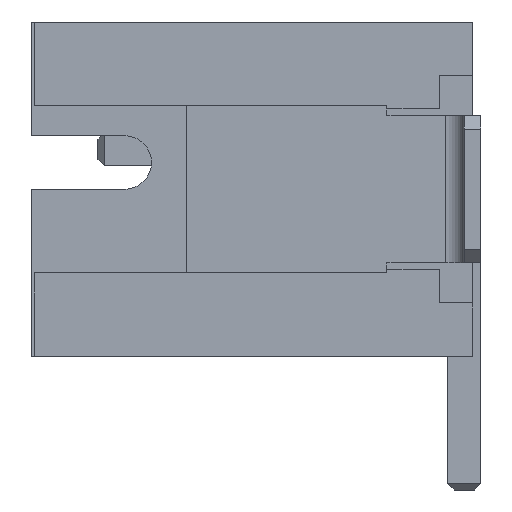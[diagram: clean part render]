
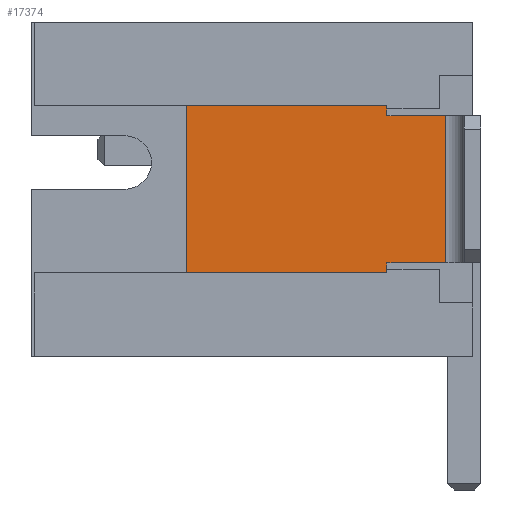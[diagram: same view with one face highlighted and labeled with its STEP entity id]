
A CAD part, left-side view. The second image highlights one B-rep face of the part: STEP entity #17374.
In plain terms, the highlighted planar face has unit normal (-1, 0, 0).
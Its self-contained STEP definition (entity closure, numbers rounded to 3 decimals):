
#28 = CARTESIAN_POINT ( 'NONE',  ( 0.275, 1.405, -1.1 ) ) ;
#354 = ORIENTED_EDGE ( 'NONE', *, *, #23087, .T. ) ;
#554 = VECTOR ( 'NONE', #20540, 1000. ) ;
#627 = ORIENTED_EDGE ( 'NONE', *, *, #11673, .F. ) ;
#1041 = EDGE_CURVE ( 'NONE', #13646, #16046, #2571, .T. ) ;
#1218 = ORIENTED_EDGE ( 'NONE', *, *, #17979, .T. ) ;
#1449 = DIRECTION ( 'NONE',  ( 0., 0., -1. ) ) ;
#1606 = DIRECTION ( 'NONE',  ( 0., 0., -1. ) ) ;
#1653 = AXIS2_PLACEMENT_3D ( 'NONE', #12977, #22520, #1606 ) ;
#1877 = DIRECTION ( 'NONE',  ( 0., -1., 0. ) ) ;
#2571 = LINE ( 'NONE', #10250, #554 ) ;
#2747 = DIRECTION ( 'NONE',  ( 0., 0., -1. ) ) ;
#2789 = CARTESIAN_POINT ( 'NONE',  ( 0.275, 1.405, -1.25 ) ) ;
#3040 = VECTOR ( 'NONE', #1449, 1000. ) ;
#4287 = CARTESIAN_POINT ( 'NONE',  ( 0.275, 0.525, -1.1 ) ) ;
#4381 = CARTESIAN_POINT ( 'NONE',  ( 0.275, 4.405, -1.25 ) ) ;
#4502 = VECTOR ( 'NONE', #6222, 1000. ) ;
#4650 = CARTESIAN_POINT ( 'NONE',  ( 0.275, 1.405, 1.25 ) ) ;
#4839 = DIRECTION ( 'NONE',  ( 0., 0., 1. ) ) ;
#5175 = ORIENTED_EDGE ( 'NONE', *, *, #14467, .T. ) ;
#5718 = LINE ( 'NONE', #20909, #3040 ) ;
#6028 = VERTEX_POINT ( 'NONE', #19517 ) ;
#6172 = DIRECTION ( 'NONE',  ( 0., 1., 0. ) ) ;
#6204 = CARTESIAN_POINT ( 'NONE',  ( 0.275, 4.405, 1.25 ) ) ;
#6222 = DIRECTION ( 'NONE',  ( 0., 0., 1. ) ) ;
#6660 = VECTOR ( 'NONE', #1877, 1000. ) ;
#7647 = VECTOR ( 'NONE', #4839, 1000. ) ;
#8253 = VERTEX_POINT ( 'NONE', #28 ) ;
#8303 = EDGE_CURVE ( 'NONE', #8253, #20518, #14205, .T. ) ;
#8607 = LINE ( 'NONE', #2789, #4502 ) ;
#9396 = DIRECTION ( 'NONE',  ( 0., 0., 1. ) ) ;
#9559 = VERTEX_POINT ( 'NONE', #6204 ) ;
#9577 = VECTOR ( 'NONE', #2747, 1000. ) ;
#10250 = CARTESIAN_POINT ( 'NONE',  ( 0.275, 1.405, -1.25 ) ) ;
#10826 = LINE ( 'NONE', #20737, #23033 ) ;
#10942 = DIRECTION ( 'NONE',  ( 0., -1., 0. ) ) ;
#11530 = VERTEX_POINT ( 'NONE', #23350 ) ;
#11673 = EDGE_CURVE ( 'NONE', #17936, #20518, #15161, .T. ) ;
#11785 = EDGE_CURVE ( 'NONE', #16046, #9559, #20086, .T. ) ;
#12635 = ORIENTED_EDGE ( 'NONE', *, *, #19606, .T. ) ;
#12807 = CARTESIAN_POINT ( 'NONE',  ( 0.275, 1.405, -1.1 ) ) ;
#12977 = CARTESIAN_POINT ( 'NONE',  ( 0.275, 0.125, -2.5 ) ) ;
#13646 = VERTEX_POINT ( 'NONE', #19984 ) ;
#13892 = ORIENTED_EDGE ( 'NONE', *, *, #21946, .T. ) ;
#14020 = VECTOR ( 'NONE', #9396, 1000. ) ;
#14205 = LINE ( 'NONE', #12807, #17088 ) ;
#14265 = VERTEX_POINT ( 'NONE', #4381 ) ;
#14467 = EDGE_CURVE ( 'NONE', #9559, #14265, #5718, .T. ) ;
#14771 = FACE_OUTER_BOUND ( 'NONE', #23376, .T. ) ;
#15161 = LINE ( 'NONE', #4287, #9577 ) ;
#15622 = ORIENTED_EDGE ( 'NONE', *, *, #18139, .F. ) ;
#16046 = VERTEX_POINT ( 'NONE', #23967 ) ;
#16272 = CARTESIAN_POINT ( 'NONE',  ( 0.275, 1.405, -1.2 ) ) ;
#16409 = ORIENTED_EDGE ( 'NONE', *, *, #11785, .T. ) ;
#17088 = VECTOR ( 'NONE', #22341, 1000. ) ;
#17225 = LINE ( 'NONE', #22976, #14020 ) ;
#17374 = ADVANCED_FACE ( 'NONE', ( #14771 ), #19014, .F. ) ;
#17936 = VERTEX_POINT ( 'NONE', #21656 ) ;
#17979 = EDGE_CURVE ( 'NONE', #6028, #24419, #8607, .T. ) ;
#18139 = EDGE_CURVE ( 'NONE', #11530, #17936, #10826, .T. ) ;
#18362 = LINE ( 'NONE', #22195, #7647 ) ;
#18480 = LINE ( 'NONE', #19183, #6660 ) ;
#19014 = PLANE ( 'NONE',  #1653 ) ;
#19183 = CARTESIAN_POINT ( 'NONE',  ( 0.275, 1.405, -1.25 ) ) ;
#19517 = CARTESIAN_POINT ( 'NONE',  ( 0.275, 1.405, -1.25 ) ) ;
#19606 = EDGE_CURVE ( 'NONE', #14265, #6028, #18480, .T. ) ;
#19984 = CARTESIAN_POINT ( 'NONE',  ( 0.275, 1.405, 1.2 ) ) ;
#20086 = LINE ( 'NONE', #4650, #22309 ) ;
#20518 = VERTEX_POINT ( 'NONE', #23475 ) ;
#20540 = DIRECTION ( 'NONE',  ( 0., 0., 1. ) ) ;
#20737 = CARTESIAN_POINT ( 'NONE',  ( 0.275, 1.405, 1.1 ) ) ;
#20909 = CARTESIAN_POINT ( 'NONE',  ( 0.275, 4.405, -1.25 ) ) ;
#21272 = ORIENTED_EDGE ( 'NONE', *, *, #1041, .T. ) ;
#21656 = CARTESIAN_POINT ( 'NONE',  ( 0.275, 0.525, 1.1 ) ) ;
#21946 = EDGE_CURVE ( 'NONE', #24419, #8253, #17225, .T. ) ;
#22195 = CARTESIAN_POINT ( 'NONE',  ( 0.275, 1.405, -1.25 ) ) ;
#22309 = VECTOR ( 'NONE', #6172, 1000. ) ;
#22341 = DIRECTION ( 'NONE',  ( 0., -1., 0. ) ) ;
#22520 = DIRECTION ( 'NONE',  ( 1., 0., 0. ) ) ;
#22976 = CARTESIAN_POINT ( 'NONE',  ( 0.275, 1.405, -1.25 ) ) ;
#23033 = VECTOR ( 'NONE', #10942, 1000. ) ;
#23087 = EDGE_CURVE ( 'NONE', #11530, #13646, #18362, .T. ) ;
#23350 = CARTESIAN_POINT ( 'NONE',  ( 0.275, 1.405, 1.1 ) ) ;
#23376 = EDGE_LOOP ( 'NONE', ( #12635, #1218, #13892, #25116, #627, #15622, #354, #21272, #16409, #5175 ) ) ;
#23475 = CARTESIAN_POINT ( 'NONE',  ( 0.275, 0.525, -1.1 ) ) ;
#23967 = CARTESIAN_POINT ( 'NONE',  ( 0.275, 1.405, 1.25 ) ) ;
#24419 = VERTEX_POINT ( 'NONE', #16272 ) ;
#25116 = ORIENTED_EDGE ( 'NONE', *, *, #8303, .T. ) ;
